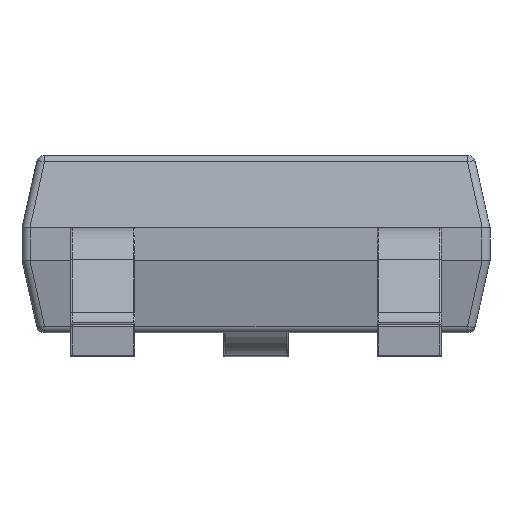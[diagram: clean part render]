
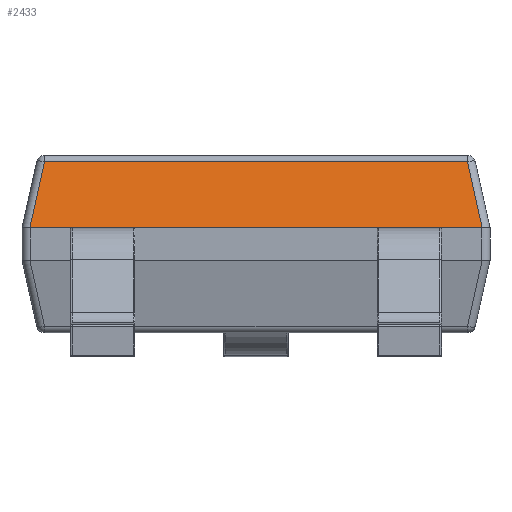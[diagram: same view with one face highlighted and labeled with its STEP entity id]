
A CAD part, left-side view. The second image highlights one B-rep face of the part: STEP entity #2433.
In plain terms, the highlighted planar face has unit normal (-0.976, 0, 0.217).
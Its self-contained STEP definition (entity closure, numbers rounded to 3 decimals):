
#1983 = EDGE_CURVE('',#1984,#1986,#1988,.T.);
#1984 = VERTEX_POINT('',#1985);
#1985 = CARTESIAN_POINT('',(-0.768,-1.344,
    0.767));
#1986 = VERTEX_POINT('',#1987);
#1987 = CARTESIAN_POINT('',(-0.768,1.344,
    0.767));
#1988 = LINE('',#1989,#1990);
#1989 = CARTESIAN_POINT('',(-0.768,1.392,
    0.767));
#1990 = VECTOR('',#1991,1.);
#1991 = DIRECTION('',(0.,1.,0.));
#2433 = ADVANCED_FACE('',(#2434),#2477,.T.);
#2434 = FACE_BOUND('',#2435,.T.);
#2435 = EDGE_LOOP('',(#2436,#2446,#2453,#2454,#2463,#2471));
#2436 = ORIENTED_EDGE('',*,*,#2437,.T.);
#2437 = EDGE_CURVE('',#2438,#2440,#2442,.T.);
#2438 = VERTEX_POINT('',#2439);
#2439 = CARTESIAN_POINT('',(-0.681,1.258,
    1.162));
#2440 = VERTEX_POINT('',#2441);
#2441 = CARTESIAN_POINT('',(-0.768,1.345,
    0.767));
#2442 = LINE('',#2443,#2444);
#2443 = CARTESIAN_POINT('',(-0.616,1.193,
    1.452));
#2444 = VECTOR('',#2445,1.);
#2445 = DIRECTION('',(-0.212,0.212,-0.954));
#2446 = ORIENTED_EDGE('',*,*,#2447,.T.);
#2447 = EDGE_CURVE('',#2440,#1986,#2448,.T.);
#2448 = ( BOUNDED_CURVE() B_SPLINE_CURVE(3,(#2449,#2450,#2451,#2452),
.UNSPECIFIED.,.F.,.F.) B_SPLINE_CURVE_WITH_KNOTS((4,4),(6.26,
6.283),.PIECEWISE_BEZIER_KNOTS.) CURVE() 
GEOMETRIC_REPRESENTATION_ITEM() RATIONAL_B_SPLINE_CURVE((1.,
1.,1.,1.)) REPRESENTATION_ITEM('') );
#2449 = CARTESIAN_POINT('',(-0.768,1.345,
    0.767));
#2450 = CARTESIAN_POINT('',(-0.768,1.345,
    0.767));
#2451 = CARTESIAN_POINT('',(-0.768,1.345,
    0.767));
#2452 = CARTESIAN_POINT('',(-0.768,1.344,
    0.767));
#2453 = ORIENTED_EDGE('',*,*,#1983,.F.);
#2454 = ORIENTED_EDGE('',*,*,#2455,.T.);
#2455 = EDGE_CURVE('',#1984,#2456,#2458,.T.);
#2456 = VERTEX_POINT('',#2457);
#2457 = CARTESIAN_POINT('',(-0.768,-1.345,
    0.767));
#2458 = ( BOUNDED_CURVE() B_SPLINE_CURVE(3,(#2459,#2460,#2461,#2462),
.UNSPECIFIED.,.F.,.F.) B_SPLINE_CURVE_WITH_KNOTS((4,4),(
    0.,0.024),.PIECEWISE_BEZIER_KNOTS.) 
CURVE() GEOMETRIC_REPRESENTATION_ITEM() RATIONAL_B_SPLINE_CURVE((1.,
1.,1.,1.)) REPRESENTATION_ITEM('') );
#2459 = CARTESIAN_POINT('',(-0.768,-1.344,
    0.767));
#2460 = CARTESIAN_POINT('',(-0.768,-1.345,
    0.767));
#2461 = CARTESIAN_POINT('',(-0.768,-1.345,
    0.767));
#2462 = CARTESIAN_POINT('',(-0.768,-1.345,
    0.767));
#2463 = ORIENTED_EDGE('',*,*,#2464,.T.);
#2464 = EDGE_CURVE('',#2456,#2465,#2467,.T.);
#2465 = VERTEX_POINT('',#2466);
#2466 = CARTESIAN_POINT('',(-0.681,-1.258,
    1.162));
#2467 = LINE('',#2468,#2469);
#2468 = CARTESIAN_POINT('',(-0.616,-1.193,
    1.452));
#2469 = VECTOR('',#2470,1.);
#2470 = DIRECTION('',(0.212,0.212,0.954));
#2471 = ORIENTED_EDGE('',*,*,#2472,.T.);
#2472 = EDGE_CURVE('',#2465,#2438,#2473,.T.);
#2473 = LINE('',#2474,#2475);
#2474 = CARTESIAN_POINT('',(-0.681,0.,
    1.162));
#2475 = VECTOR('',#2476,1.);
#2476 = DIRECTION('',(0.,1.,0.));
#2477 = PLANE('',#2478);
#2478 = AXIS2_PLACEMENT_3D('',#2479,#2480,#2481);
#2479 = CARTESIAN_POINT('',(-0.672,0.,
    1.199));
#2480 = DIRECTION('',(-0.976,0.,0.217
    ));
#2481 = DIRECTION('',(0.,1.,0.));
